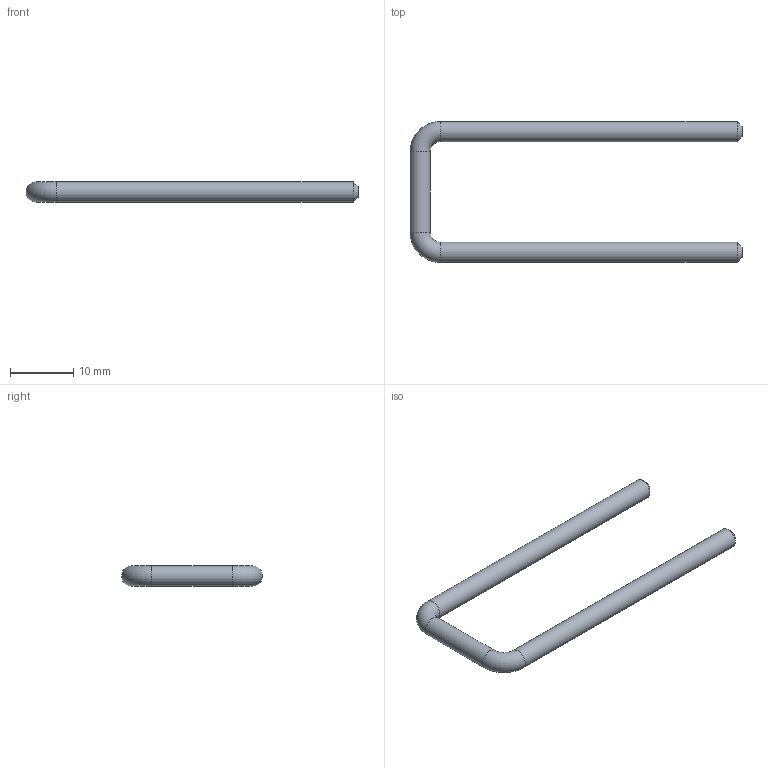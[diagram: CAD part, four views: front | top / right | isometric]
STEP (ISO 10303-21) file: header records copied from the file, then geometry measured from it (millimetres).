
FILE_DESCRIPTION(/* description */ ('EV U-PIN'),/* implementation_level */ '2;1');
FILE_NAME(/* name */ 'EVP20001.stp',/* time_stamp */ '2018-09-05T08:00:30-04:00',/* author */ ('MJC'),/* organization */ (''),/* preprocessor_version */ 'ST-DEVELOPER v17',/* originating_system */ 'Autodesk Inventor 2018',/* authorisation */ '');
FILE_SCHEMA (('AUTOMOTIVE_DESIGN { 1 0 10303 214 3 1 1 }'));
Length unit declared in the file: inch
Products named in the file (1): EVP20001
Bounding box: 52.39 x 22.23 x 3.17 mm (x, y, z)
Volume: 928.8 mm3; surface area: 1181.7 mm2
Topology: 1 solids, 1 shells, 9 faces, 15 edges, 8 vertices
Faces by surface type: cylinder 3, cone 2, plane 2, torus 2
Full cylindrical faces by diameter (mm): 3.175 x3
Entity records: 252 total; most frequent: DIRECTION 45, CARTESIAN_POINT 33, ORIENTED_EDGE 30, AXIS2_PLACEMENT_3D 20, EDGE_CURVE 15, CIRCLE 10, FACE_OUTER_BOUND 9, EDGE_LOOP 9
